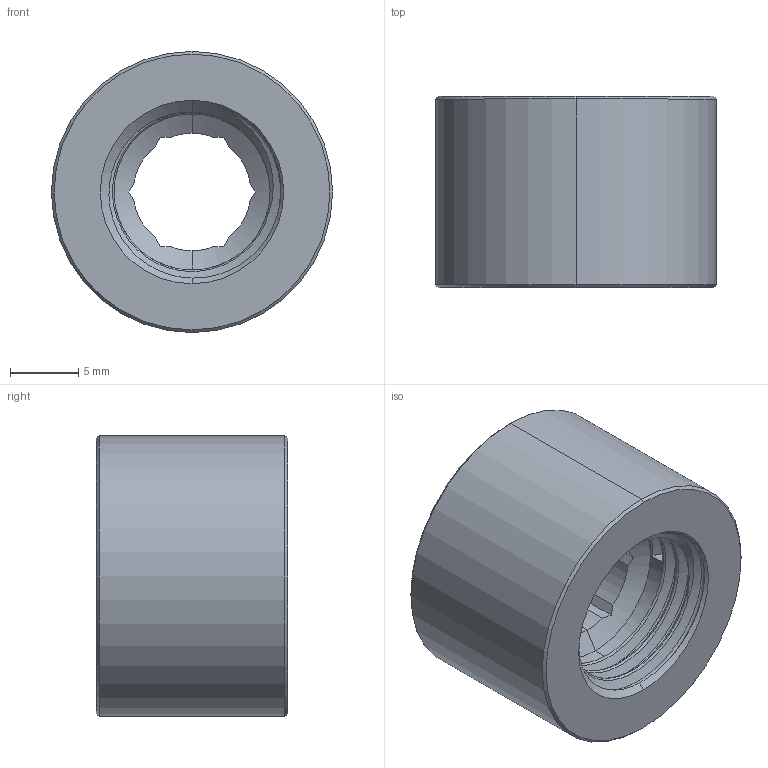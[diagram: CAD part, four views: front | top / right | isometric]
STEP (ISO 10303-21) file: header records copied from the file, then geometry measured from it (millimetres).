
FILE_DESCRIPTION (( 'STEP AP203' ), '1' );
FILE_NAME ('3D_Model_TG-DM-FIT-0013_DeltaMate_Extender_-_FF14_Black.STEP', '2025-11-27T16:38:59', ( '' ), ( '' ), 'SwSTEP 2.0', 'SolidWorks 2024', '' );
FILE_SCHEMA (( 'CONFIG_CONTROL_DESIGN' ));
Length unit declared in the file: millimetre
Products named in the file (1): 3D_Model_TG-DM-FIT-0013_DeltaMate_Extender_-_FF14_Black
Bounding box: 20.6 x 14 x 20.6 mm (x, y, z)
Volume: 3205 mm3; surface area: 2054.9 mm2
Topology: 1 solids, 1 shells, 53 faces, 137 edges, 86 vertices
Faces by surface type: plane 16, cylinder 15, cone 12, bspline 10
Entity records: 4698 total; most frequent: CARTESIAN_POINT 3494, ORIENTED_EDGE 274, DIRECTION 190, EDGE_CURVE 137, VERTEX_POINT 86, AXIS2_PLACEMENT_3D 75, EDGE_LOOP 55, ADVANCED_FACE 53
